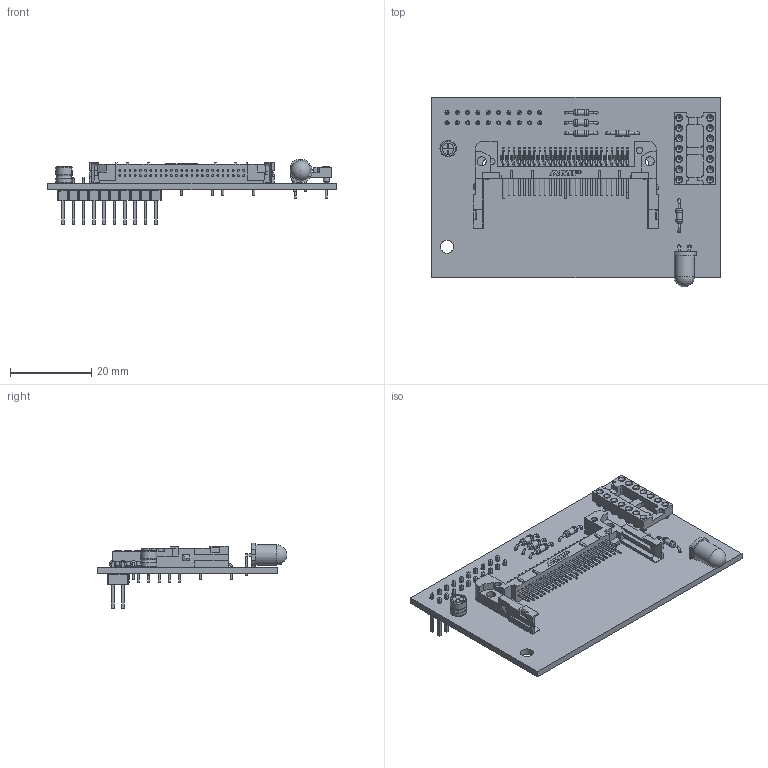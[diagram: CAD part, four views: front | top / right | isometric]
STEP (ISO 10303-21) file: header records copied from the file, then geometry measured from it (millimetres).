
FILE_DESCRIPTION(('KiCad electronic assembly'),'2;1');
FILE_NAME('CompactFlashAddon.step','2025-03-14T15:55:58',('Pcbnew'),( 'Kicad'),'Open CASCADE STEP processor 7.8','KiCad to STEP converter' ,'Unknown');
FILE_SCHEMA(('AUTOMOTIVE_DESIGN { 1 0 10303 214 1 1 1 1 }'));
Length unit declared in the file: millimetre
Products named in the file (14): CompactFlashAddon 1; DIP-14_W7.62mm_Socket; DIP_14_W762mm_Socket; R_Axial_DIN0204_L3.6mm_D1.6mm_P7.62mm_Horizontal; R_Axial_DIN0204_L36mm_D16mm_P762mm_Horizontal; 5788667-1; C-5788667-01-3; LED_D5.0mm_Horizontal_O1.27mm_Z3.0mm_Clear; PinHeader_2x10_P2.54mm_Vertical; PinHeader_2x10_P254mm_Vertical; CP_Radial_D4.0mm_P2.00mm; CP_Radial_D40mm_P200mm; CompactFlashAddon_PCB
Assembly tree (17 placements, depth 3):
  CompactFlashAddon 1
    DIP-14_W7.62mm_Socket
      DIP_14_W762mm_Socket
    R_Axial_DIN0204_L3.6mm_D1.6mm_P7.62mm_Horizontal  x5
      R_Axial_DIN0204_L36mm_D16mm_P762mm_Horizontal
    5788667-1
      C-5788667-01-3
    LED_D5.0mm_Horizontal_O1.27mm_Z3.0mm_Clear
      LED_D5.0mm_Horizontal_O1.27mm_Z3.0mm_Clear
    PinHeader_2x10_P2.54mm_Vertical
      PinHeader_2x10_P254mm_Vertical
    CP_Radial_D4.0mm_P2.00mm
      CP_Radial_D40mm_P200mm
    CompactFlashAddon_PCB
Bounding box: 71.12 x 46.7 x 16.14 mm (x, y, z)
Volume: 6968.2 mm3; surface area: 10991.1 mm2
Topology: 11 solids, 12 shells, 1633 faces, 3546 edges, 2178 vertices
Faces by surface type: plane 865, cylinder 487, torus 222, cone 42, bspline 8, revolution 6, extrusion 2, sphere 1
Full cylindrical faces by diameter (mm): 0.3 x2, 0.5 x20, 0.508 x28, 0.6 x2, 0.7 x10, 0.8 x14, 0.9 x2, 1 x20, 1.44 x5, 1.524 x14, 1.6 x10, 1.7 x2, 1.724 x14, 2.21 x2, 3.2 x1, 5 x1
Entity records: 48984 total; most frequent: CARTESIAN_POINT 7949, DIRECTION 7856, ORIENTED_EDGE 6874, EDGE_CURVE 3437, AXIS2_PLACEMENT_3D 2875, VERTEX_POINT 2114, VECTOR 2100, LINE 2098
